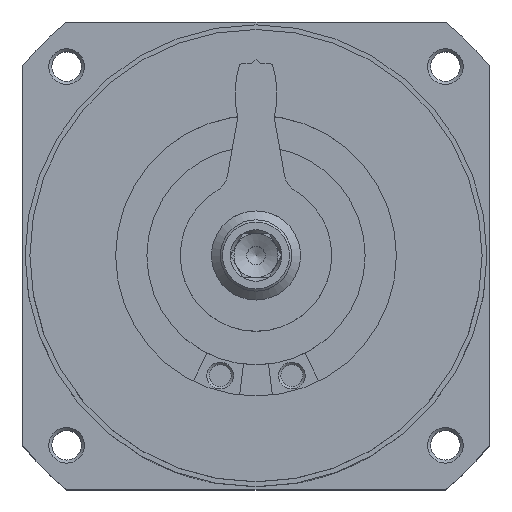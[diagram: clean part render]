
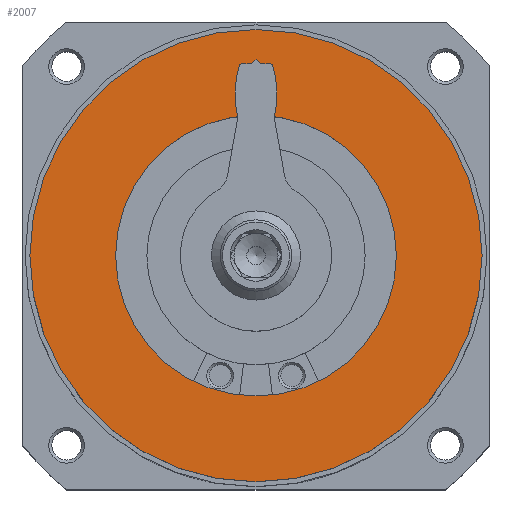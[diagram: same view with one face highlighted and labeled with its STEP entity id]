
A CAD part, top view. The second image highlights one B-rep face of the part: STEP entity #2007.
In plain terms, the highlighted face is planar.
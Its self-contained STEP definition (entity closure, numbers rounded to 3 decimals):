
#96=PLANE('',#2230);
#425=ORIENTED_EDGE('',*,*,#875,.F.);
#426=ORIENTED_EDGE('',*,*,#876,.T.);
#875=EDGE_CURVE('',#1110,#1110,#1302,.T.);
#876=EDGE_CURVE('',#1111,#1111,#1303,.T.);
#1110=VERTEX_POINT('',#3315);
#1111=VERTEX_POINT('',#3317);
#1302=CIRCLE('',#2231,50.75);
#1303=CIRCLE('',#2232,31.5);
#1459=EDGE_LOOP('',(#425));
#1460=EDGE_LOOP('',(#426));
#1714=FACE_BOUND('',#1459,.T.);
#1715=FACE_BOUND('',#1460,.T.);
#2007=ADVANCED_FACE('',(#1714,#1715),#96,.F.);
#2230=AXIS2_PLACEMENT_3D('',#3313,#2602,#2603);
#2231=AXIS2_PLACEMENT_3D('',#3314,#2604,#2605);
#2232=AXIS2_PLACEMENT_3D('',#3316,#2606,#2607);
#2602=DIRECTION('',(1.,0.,0.));
#2603=DIRECTION('',(0.,0.,-1.));
#2604=DIRECTION('',(1.,0.,0.));
#2605=DIRECTION('',(0.,0.,-1.));
#2606=DIRECTION('',(1.,0.,0.));
#2607=DIRECTION('',(0.,0.,-1.));
#3313=CARTESIAN_POINT('',(-56.,0.,0.));
#3314=CARTESIAN_POINT('',(-56.,0.,0.));
#3315=CARTESIAN_POINT('',(-56.,0.,-50.75));
#3316=CARTESIAN_POINT('',(-56.,0.,0.));
#3317=CARTESIAN_POINT('',(-56.,0.,-31.5));
